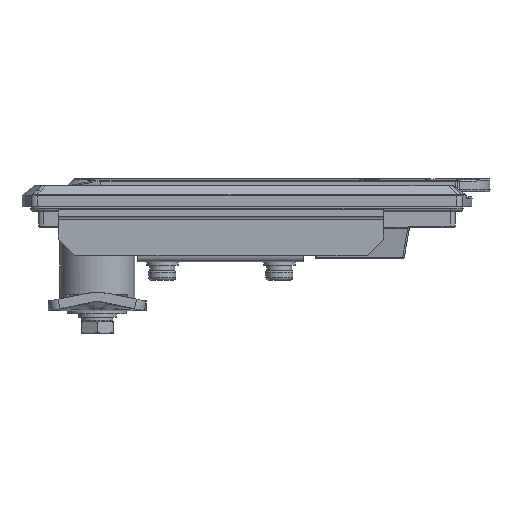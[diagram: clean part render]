
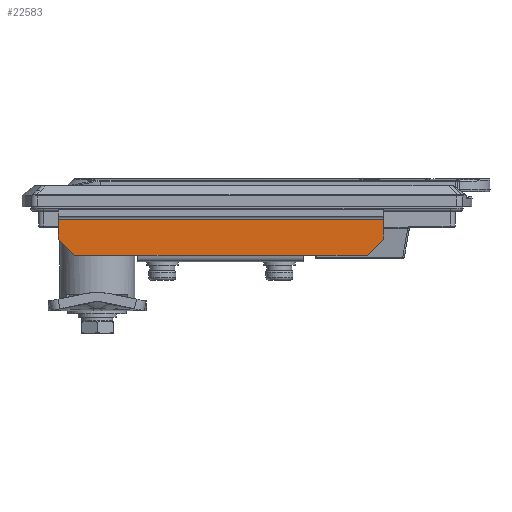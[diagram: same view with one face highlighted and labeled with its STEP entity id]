
A CAD part, left-side view. The second image highlights one B-rep face of the part: STEP entity #22583.
In plain terms, the highlighted face is planar.
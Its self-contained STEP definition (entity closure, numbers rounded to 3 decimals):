
#3038=FACE_OUTER_BOUND('',#4341,.T.);
#4341=EDGE_LOOP('',(#15870,#15871,#15872,#15873,#15874,#15875,#15876,#15877));
#5737=LINE('',#48450,#7443);
#5748=LINE('',#48475,#7454);
#5756=LINE('',#48507,#7462);
#5767=LINE('',#48536,#7473);
#5770=LINE('',#48540,#7476);
#5773=LINE('',#48545,#7479);
#5774=LINE('',#48547,#7480);
#5775=LINE('',#48548,#7481);
#7443=VECTOR('',#26099,10.);
#7454=VECTOR('',#26120,10.);
#7462=VECTOR('',#26154,10.);
#7473=VECTOR('',#26185,10.);
#7476=VECTOR('',#26190,10.);
#7479=VECTOR('',#26195,10.);
#7480=VECTOR('',#26196,10.);
#7481=VECTOR('',#26197,10.);
#9244=VERTEX_POINT('',#48447);
#9245=VERTEX_POINT('',#48449);
#9254=VERTEX_POINT('',#48473);
#9262=VERTEX_POINT('',#48500);
#9265=VERTEX_POINT('',#48505);
#9272=VERTEX_POINT('',#48534);
#9273=VERTEX_POINT('',#48535);
#9275=VERTEX_POINT('',#48546);
#11754=EDGE_CURVE('',#9244,#9245,#5737,.T.);
#11767=EDGE_CURVE('',#9254,#9244,#5748,.T.);
#11783=EDGE_CURVE('',#9265,#9262,#5756,.T.);
#11798=EDGE_CURVE('',#9272,#9273,#5767,.T.);
#11801=EDGE_CURVE('',#9273,#9254,#5770,.T.);
#11804=EDGE_CURVE('',#9262,#9272,#5773,.T.);
#11805=EDGE_CURVE('',#9275,#9265,#5774,.T.);
#11806=EDGE_CURVE('',#9245,#9275,#5775,.T.);
#15870=ORIENTED_EDGE('',*,*,#11767,.F.);
#15871=ORIENTED_EDGE('',*,*,#11801,.F.);
#15872=ORIENTED_EDGE('',*,*,#11798,.F.);
#15873=ORIENTED_EDGE('',*,*,#11804,.F.);
#15874=ORIENTED_EDGE('',*,*,#11783,.F.);
#15875=ORIENTED_EDGE('',*,*,#11805,.F.);
#15876=ORIENTED_EDGE('',*,*,#11806,.F.);
#15877=ORIENTED_EDGE('',*,*,#11754,.F.);
#21994=PLANE('',#24098);
#22583=ADVANCED_FACE('',(#3038),#21994,.T.);
#24098=AXIS2_PLACEMENT_3D('',#48544,#26193,#26194);
#26099=DIRECTION('',(0.,0.,1.));
#26120=DIRECTION('',(0.,-1.,0.));
#26154=DIRECTION('',(0.,1.,0.));
#26185=DIRECTION('',(0.,0.707,-0.707));
#26190=DIRECTION('',(0.,0.,-1.));
#26193=DIRECTION('center_axis',(1.,0.,0.));
#26194=DIRECTION('ref_axis',(0.,0.,-1.));
#26195=DIRECTION('',(0.,1.,0.));
#26196=DIRECTION('',(0.,1.,0.));
#26197=DIRECTION('',(0.,0.707,0.707));
#48447=CARTESIAN_POINT('',(16.5,-50.,3.));
#48449=CARTESIAN_POINT('',(16.5,-50.,9.));
#48450=CARTESIAN_POINT('',(16.5,-50.,16.));
#48473=CARTESIAN_POINT('',(16.5,50.,3.));
#48475=CARTESIAN_POINT('',(16.5,0.,3.));
#48500=CARTESIAN_POINT('',(16.5,25.5,14.));
#48505=CARTESIAN_POINT('',(16.5,-25.5,14.));
#48507=CARTESIAN_POINT('',(16.5,0.,14.));
#48534=CARTESIAN_POINT('',(16.5,45.,14.));
#48535=CARTESIAN_POINT('',(16.5,50.,9.));
#48536=CARTESIAN_POINT('',(16.5,35.,24.));
#48540=CARTESIAN_POINT('',(16.5,50.,16.));
#48544=CARTESIAN_POINT('Origin',(16.5,0.,14.));
#48545=CARTESIAN_POINT('',(16.5,0.,14.));
#48546=CARTESIAN_POINT('',(16.5,-45.,14.));
#48547=CARTESIAN_POINT('',(16.5,0.,14.));
#48548=CARTESIAN_POINT('',(16.5,-35.,24.));
